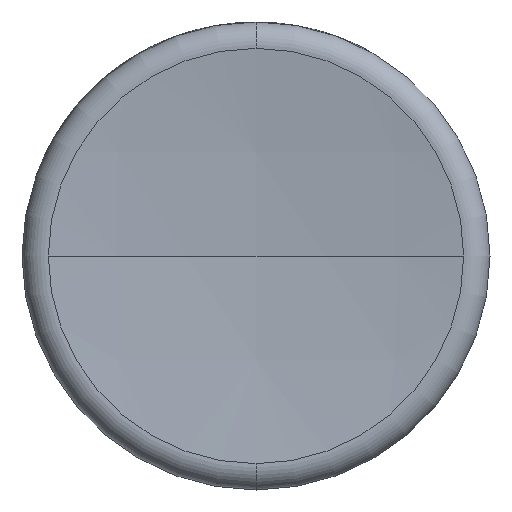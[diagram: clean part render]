
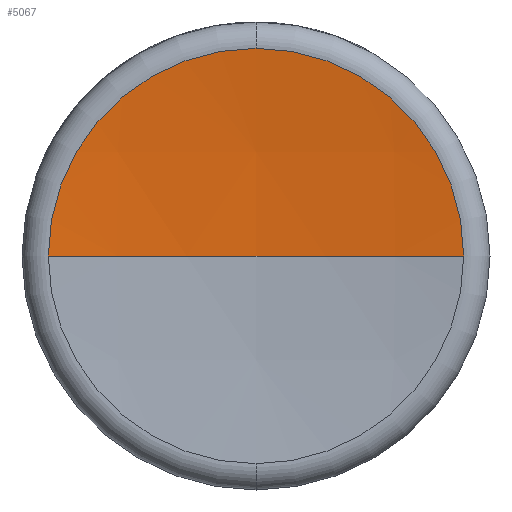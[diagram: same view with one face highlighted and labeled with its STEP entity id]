
A CAD part, front view. The second image highlights one B-rep face of the part: STEP entity #5067.
In plain terms, the highlighted spherical face has radius 350 mm.
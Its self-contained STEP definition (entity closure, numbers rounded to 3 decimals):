
#1075 = EDGE_CURVE ( 'NONE', #1901, #12796, #30151, .T. ) ;
#1121 = EDGE_CURVE ( 'NONE', #1901, #26582, #15677, .T. ) ;
#1122 = CIRCLE ( 'NONE', #31851, 44.366 ) ;
#1901 = VERTEX_POINT ( 'NONE', #8878 ) ;
#2584 = CARTESIAN_POINT ( 'NONE',  ( 0., 0.04, 0. ) ) ;
#4911 = DIRECTION ( 'NONE',  ( 0., -1., 0. ) ) ;
#5067 = ADVANCED_FACE ( 'NONE', ( #26020 ), #28434, .F. ) ;
#6532 = EDGE_CURVE ( 'NONE', #32527, #26582, #19977, .T. ) ;
#7622 = EDGE_CURVE ( 'NONE', #12796, #32527, #1122, .T. ) ;
#7970 = DIRECTION ( 'NONE',  ( -1., 0., 0. ) ) ;
#8089 = DIRECTION ( 'NONE',  ( 0., 0., 1. ) ) ;
#8426 = CARTESIAN_POINT ( 'NONE',  ( 0., -347.136, 0. ) ) ;
#8708 = CARTESIAN_POINT ( 'NONE',  ( 0., -347.136, 0. ) ) ;
#8878 = CARTESIAN_POINT ( 'NONE',  ( 0., 2.864, 0. ) ) ;
#9450 = CARTESIAN_POINT ( 'NONE',  ( 0., 0.04, 44.366 ) ) ;
#11410 = DIRECTION ( 'NONE',  ( 0., 0., -1. ) ) ;
#12796 = VERTEX_POINT ( 'NONE', #25981 ) ;
#13379 = ORIENTED_EDGE ( 'NONE', *, *, #7622, .T. ) ;
#13465 = DIRECTION ( 'NONE',  ( 1., 0., 0. ) ) ;
#14092 = CARTESIAN_POINT ( 'NONE',  ( 0., 0.04, 0. ) ) ;
#15677 = CIRCLE ( 'NONE', #22674, 350. ) ;
#17003 = DIRECTION ( 'NONE',  ( 0., -1., 0. ) ) ;
#17502 = AXIS2_PLACEMENT_3D ( 'NONE', #25847, #18525, #7970 ) ;
#18525 = DIRECTION ( 'NONE',  ( 0., 0., -1. ) ) ;
#19138 = DIRECTION ( 'NONE',  ( -1., 0., 0. ) ) ;
#19579 = DIRECTION ( 'NONE',  ( 0., 0., -1. ) ) ;
#19922 = AXIS2_PLACEMENT_3D ( 'NONE', #8708, #11410, #19138 ) ;
#19977 = CIRCLE ( 'NONE', #24299, 44.366 ) ;
#21726 = EDGE_LOOP ( 'NONE', ( #24592, #24974, #13379, #29988 ) ) ;
#22674 = AXIS2_PLACEMENT_3D ( 'NONE', #8426, #8089, #13465 ) ;
#23011 = DIRECTION ( 'NONE',  ( 0., 0., -1. ) ) ;
#24299 = AXIS2_PLACEMENT_3D ( 'NONE', #2584, #4911, #23011 ) ;
#24592 = ORIENTED_EDGE ( 'NONE', *, *, #1121, .F. ) ;
#24974 = ORIENTED_EDGE ( 'NONE', *, *, #1075, .T. ) ;
#25847 = CARTESIAN_POINT ( 'NONE',  ( 0., -347.136, 0. ) ) ;
#25981 = CARTESIAN_POINT ( 'NONE',  ( 44.366, 0.04, 0. ) ) ;
#26020 = FACE_OUTER_BOUND ( 'NONE', #21726, .T. ) ;
#26582 = VERTEX_POINT ( 'NONE', #26923 ) ;
#26923 = CARTESIAN_POINT ( 'NONE',  ( -44.366, 0.04, 0. ) ) ;
#28434 = SPHERICAL_SURFACE ( 'NONE', #19922, 350. ) ;
#29988 = ORIENTED_EDGE ( 'NONE', *, *, #6532, .T. ) ;
#30151 = CIRCLE ( 'NONE', #17502, 350. ) ;
#31851 = AXIS2_PLACEMENT_3D ( 'NONE', #14092, #17003, #19579 ) ;
#32527 = VERTEX_POINT ( 'NONE', #9450 ) ;
